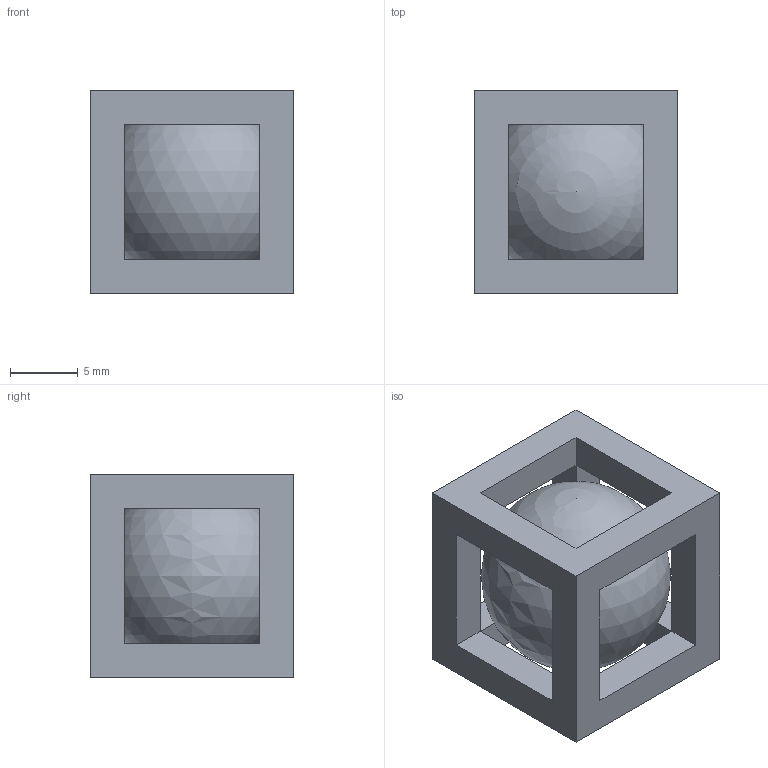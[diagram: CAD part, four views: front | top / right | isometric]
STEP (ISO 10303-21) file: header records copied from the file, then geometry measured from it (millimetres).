
FILE_DESCRIPTION(/* description */ (''),/* implementation_level */ '2;1');
FILE_NAME(/* name */ '12b63f66-1a2b-4166-a354-5ad6dd7c9795.stp',/* time_stamp */ '2022-02-28T08:48:36+00:00',/* author */ (''),/* organization */ (''),/* preprocessor_version */ 'ST-DEVELOPER v18.1',/* originating_system */ 'Autodesk Translation Framework v10.13.0.1454',/* authorisation */ '');
FILE_SCHEMA (('AUTOMOTIVE_DESIGN { 1 0 10303 214 3 1 1 }'));
Length unit declared in the file: millimetre
Products named in the file (2): Additive Object; Component1
Assembly tree (1 placements, depth 2):
  Additive Object
    Component1
Bounding box: 15 x 15 x 15 mm (x, y, z)
Volume: 2311.8 mm3; surface area: 1965.8 mm2
Topology: 2 solids, 2 shells, 31 faces, 75 edges, 42 vertices
Faces by surface type: plane 30, sphere 1
Entity records: 920 total; most frequent: CARTESIAN_POINT 149, ORIENTED_EDGE 146, DIRECTION 142, EDGE_CURVE 73, LINE 72, VECTOR 72, VERTEX_POINT 42, EDGE_LOOP 37
